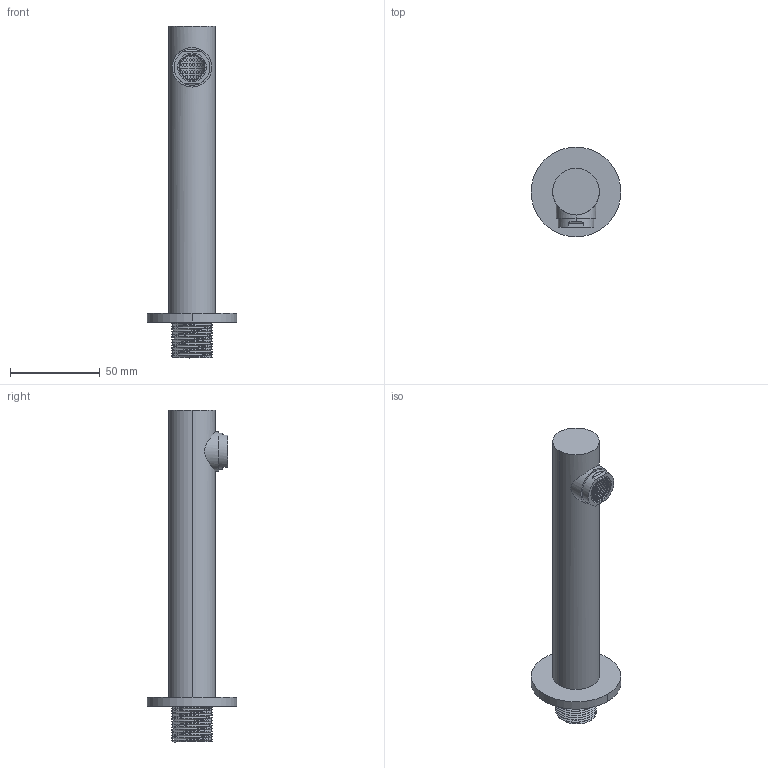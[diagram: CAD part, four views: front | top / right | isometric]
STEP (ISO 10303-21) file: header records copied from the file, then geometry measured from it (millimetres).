
FILE_DESCRIPTION (( 'STEP AP214' ), '1' );
FILE_NAME ('CO232_v10718.STEP', '2019-09-05T07:27:48', ( '' ), ( '' ), 'SwSTEP 2.0', 'SolidWorks 2019', '' );
FILE_SCHEMA (( 'AUTOMOTIVE_DESIGN' ));
Length unit declared in the file: millimetre
Products named in the file (4): CO232_Aerator_v10718; CO232_v10718; CO232_Body_v10718; CO232_Backplate_v10718
Assembly tree (3 placements, depth 2):
  CO232_v10718
    CO232_Body_v10718
    CO232_Backplate_v10718
    CO232_Aerator_v10718
Bounding box: 50 x 50 x 185 mm (x, y, z)
Volume: 64837.8 mm3; surface area: 33014.6 mm2
Topology: 3 solids, 3 shells, 560 faces, 1632 edges, 1088 vertices
Faces by surface type: plane 462, cylinder 95, bspline 3
Entity records: 20810 total; most frequent: CARTESIAN_POINT 5610, ORIENTED_EDGE 3264, DIRECTION 2795, EDGE_CURVE 1632, VECTOR 1425, LINE 1425, VERTEX_POINT 1088, EDGE_LOOP 742
